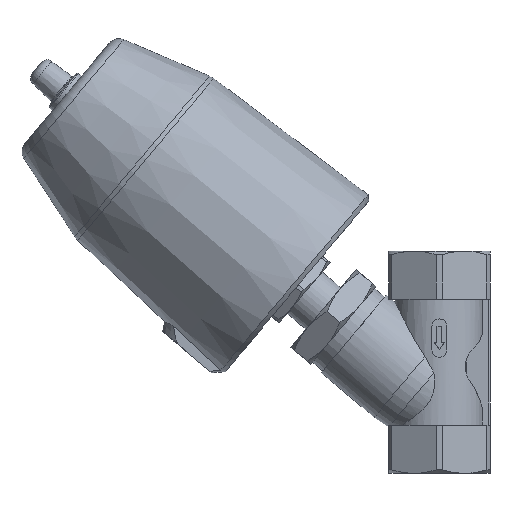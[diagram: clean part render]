
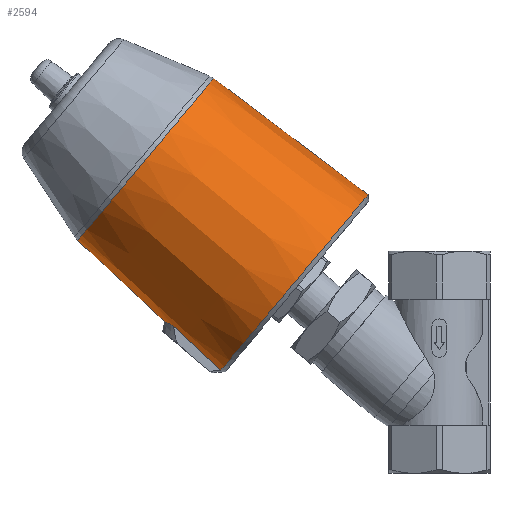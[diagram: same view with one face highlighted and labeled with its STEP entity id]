
A CAD part, left-side view. The second image highlights one B-rep face of the part: STEP entity #2594.
In plain terms, the highlighted conical face has half-angle 3 degrees and reference radius 42.811 mm.
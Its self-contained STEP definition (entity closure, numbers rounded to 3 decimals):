
#49=CONICAL_SURFACE('',#2854,42.811,0.052);
#488=B_SPLINE_CURVE_WITH_KNOTS('',3,(#4290,#4291,#4292,#4293,#4294,#4295,
#4296,#4297,#4298),.UNSPECIFIED.,.F.,.F.,(4,1,1,1,1,1,4),(0.,
0.003,0.006,0.011,0.017,
0.02,0.023),.UNSPECIFIED.);
#490=B_SPLINE_CURVE_WITH_KNOTS('',3,(#4310,#4311,#4312,#4313),
 .UNSPECIFIED.,.F.,.F.,(4,4),(0.001,0.028),
 .UNSPECIFIED.);
#491=B_SPLINE_CURVE_WITH_KNOTS('',3,(#4326,#4327,#4328,#4329),
 .UNSPECIFIED.,.F.,.F.,(4,4),(0.002,0.028),
 .UNSPECIFIED.);
#495=B_SPLINE_CURVE_WITH_KNOTS('',3,(#4381,#4382,#4383,#4384,#4385,#4386,
#4387,#4388,#4389,#4390,#4391,#4392,#4393,#4394,#4395,#4396,#4397,#4398,
#4399,#4400,#4401,#4402,#4403,#4404,#4405,#4406,#4407,#4408,#4409,#4410,
#4411,#4412,#4413,#4414,#4415,#4416,#4417,#4418,#4419,#4420,#4421,#4422,
#4423,#4424,#4425,#4426,#4427,#4428,#4429,#4430,#4431,#4432),
 .UNSPECIFIED.,.F.,.F.,(4,1,1,1,1,1,1,1,1,1,1,1,1,1,1,1,1,1,1,1,1,1,1,1,
1,1,1,1,1,1,1,1,1,1,1,1,1,1,1,1,1,1,1,1,1,1,1,1,1,4),(0.157,
0.166,0.17,0.174,0.183,
0.191,0.2,0.209,0.217,
0.221,0.226,0.23,0.234,
0.239,0.243,0.247,0.251,
0.256,0.26,0.264,0.269,
0.277,0.286,0.294,0.298,
0.303,0.307,0.311,0.32,
0.328,0.337,0.341,0.346,
0.35,0.354,0.358,0.363,0.367,
0.371,0.376,0.38,0.384,
0.388,0.393,0.397,0.401,
0.406,0.414,0.423,0.431),
 .UNSPECIFIED.);
#770=ORIENTED_EDGE('',*,*,#1440,.T.);
#771=ORIENTED_EDGE('',*,*,#1444,.T.);
#772=ORIENTED_EDGE('',*,*,#1472,.T.);
#773=ORIENTED_EDGE('',*,*,#1451,.F.);
#774=ORIENTED_EDGE('',*,*,#1484,.T.);
#1440=EDGE_CURVE('',#1799,#1801,#488,.T.);
#1444=EDGE_CURVE('',#1801,#1805,#490,.T.);
#1451=EDGE_CURVE('',#1799,#1811,#491,.T.);
#1472=EDGE_CURVE('',#1805,#1811,#495,.T.);
#1484=EDGE_CURVE('',#1832,#1832,#2021,.T.);
#1799=VERTEX_POINT('',#4281);
#1801=VERTEX_POINT('',#4289);
#1805=VERTEX_POINT('',#4309);
#1811=VERTEX_POINT('',#4330);
#1832=VERTEX_POINT('',#4470);
#2021=CIRCLE('',#2853,42.811);
#2161=EDGE_LOOP('',(#770,#771,#772,#773));
#2162=EDGE_LOOP('',(#774));
#2367=FACE_BOUND('',#2161,.T.);
#2368=FACE_BOUND('',#2162,.T.);
#2594=ADVANCED_FACE('',(#2367,#2368),#49,.T.);
#2853=AXIS2_PLACEMENT_3D('',#4469,#3347,#3348);
#2854=AXIS2_PLACEMENT_3D('',#4471,#3349,#3350);
#3347=DIRECTION('',(0.643,-0.766,0.));
#3348=DIRECTION('',(0.766,0.643,0.));
#3349=DIRECTION('',(0.643,-0.766,0.));
#3350=DIRECTION('',(0.766,0.643,0.));
#4281=CARTESIAN_POINT('',(-59.625,107.58,10.));
#4289=CARTESIAN_POINT('',(-59.625,107.58,-10.));
#4290=CARTESIAN_POINT('',(-59.625,107.58,10.));
#4291=CARTESIAN_POINT('',(-60.003,108.19,9.376));
#4292=CARTESIAN_POINT('',(-60.638,109.286,7.991));
#4293=CARTESIAN_POINT('',(-61.529,110.979,4.692));
#4294=CARTESIAN_POINT('',(-61.944,111.876,-0.006));
#4295=CARTESIAN_POINT('',(-61.526,110.973,-4.709));
#4296=CARTESIAN_POINT('',(-60.635,109.28,-7.997));
#4297=CARTESIAN_POINT('',(-60.003,108.19,-9.375));
#4298=CARTESIAN_POINT('',(-59.625,107.58,-10.));
#4309=CARTESIAN_POINT('',(-41.755,88.466,-10.));
#4310=CARTESIAN_POINT('',(-59.625,107.58,-10.));
#4311=CARTESIAN_POINT('',(-53.668,101.208,-10.));
#4312=CARTESIAN_POINT('',(-47.711,94.837,-10.));
#4313=CARTESIAN_POINT('',(-41.755,88.466,-10.));
#4326=CARTESIAN_POINT('',(-59.625,107.58,10.));
#4327=CARTESIAN_POINT('',(-53.668,101.208,10.));
#4328=CARTESIAN_POINT('',(-47.711,94.837,10.));
#4329=CARTESIAN_POINT('',(-41.755,88.466,10.));
#4330=CARTESIAN_POINT('',(-41.755,88.466,10.));
#4381=CARTESIAN_POINT('',(-41.755,88.466,-10.));
#4382=CARTESIAN_POINT('',(-42.225,88.071,-12.81));
#4383=CARTESIAN_POINT('',(-43.215,87.241,-16.886));
#4384=CARTESIAN_POINT('',(-45.087,85.67,-22.045));
#4385=CARTESIAN_POINT('',(-47.347,83.773,-27.022));
#4386=CARTESIAN_POINT('',(-50.731,80.934,-32.577));
#4387=CARTESIAN_POINT('',(-55.758,76.716,-38.287));
#4388=CARTESIAN_POINT('',(-61.385,71.994,-42.622));
#4389=CARTESIAN_POINT('',(-67.643,66.743,-45.607));
#4390=CARTESIAN_POINT('',(-73.005,62.244,-46.789));
#4391=CARTESIAN_POINT('',(-77.436,58.526,-46.966));
#4392=CARTESIAN_POINT('',(-80.708,55.78,-46.7));
#4393=CARTESIAN_POINT('',(-83.94,53.069,-46.052));
#4394=CARTESIAN_POINT('',(-87.135,50.388,-45.016));
#4395=CARTESIAN_POINT('',(-90.267,47.759,-43.589));
#4396=CARTESIAN_POINT('',(-93.243,45.262,-41.818));
#4397=CARTESIAN_POINT('',(-96.085,42.878,-39.705));
#4398=CARTESIAN_POINT('',(-98.801,40.598,-37.229));
#4399=CARTESIAN_POINT('',(-101.319,38.485,-34.45));
#4400=CARTESIAN_POINT('',(-103.613,36.56,-31.409));
#4401=CARTESIAN_POINT('',(-105.692,34.816,-28.104));
#4402=CARTESIAN_POINT('',(-108.176,32.732,-23.312));
#4403=CARTESIAN_POINT('',(-110.582,30.713,-16.937));
#4404=CARTESIAN_POINT('',(-112.392,29.194,-8.589));
#4405=CARTESIAN_POINT('',(-112.894,28.773,-1.427));
#4406=CARTESIAN_POINT('',(-112.689,28.945,4.327));
#4407=CARTESIAN_POINT('',(-112.239,29.323,8.564));
#4408=CARTESIAN_POINT('',(-111.492,29.95,12.754));
#4409=CARTESIAN_POINT('',(-110.094,31.123,18.232));
#4410=CARTESIAN_POINT('',(-107.691,33.139,24.598));
#4411=CARTESIAN_POINT('',(-103.704,36.485,31.574));
#4412=CARTESIAN_POINT('',(-99.715,39.832,36.393));
#4413=CARTESIAN_POINT('',(-96.083,42.879,39.707));
#4414=CARTESIAN_POINT('',(-93.23,45.273,41.827));
#4415=CARTESIAN_POINT('',(-90.254,47.77,43.595));
#4416=CARTESIAN_POINT('',(-87.152,50.373,45.01));
#4417=CARTESIAN_POINT('',(-83.929,53.078,46.056));
#4418=CARTESIAN_POINT('',(-80.693,55.792,46.702));
#4419=CARTESIAN_POINT('',(-77.43,58.531,46.965));
#4420=CARTESIAN_POINT('',(-74.126,61.303,46.836));
#4421=CARTESIAN_POINT('',(-70.845,64.056,46.31));
#4422=CARTESIAN_POINT('',(-67.65,66.737,45.404));
#4423=CARTESIAN_POINT('',(-64.527,69.358,44.126));
#4424=CARTESIAN_POINT('',(-61.462,71.929,42.453));
#4425=CARTESIAN_POINT('',(-58.56,74.365,40.441));
#4426=CARTESIAN_POINT('',(-55.824,76.661,38.105));
#4427=CARTESIAN_POINT('',(-53.249,78.821,35.445));
#4428=CARTESIAN_POINT('',(-50.045,81.509,31.451));
#4429=CARTESIAN_POINT('',(-46.662,84.348,25.897));
#4430=CARTESIAN_POINT('',(-43.53,86.976,18.217));
#4431=CARTESIAN_POINT('',(-42.222,88.074,12.794));
#4432=CARTESIAN_POINT('',(-41.755,88.466,10.));
#4469=CARTESIAN_POINT('',(-127.077,118.854,0.));
#4470=CARTESIAN_POINT('',(-94.282,146.373,0.));
#4471=CARTESIAN_POINT('',(-127.077,118.854,0.));
